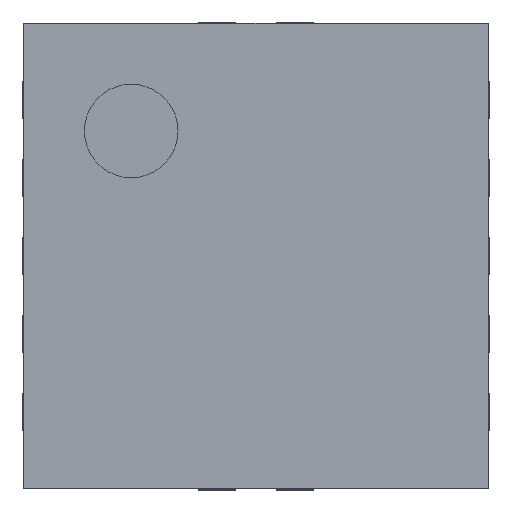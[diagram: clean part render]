
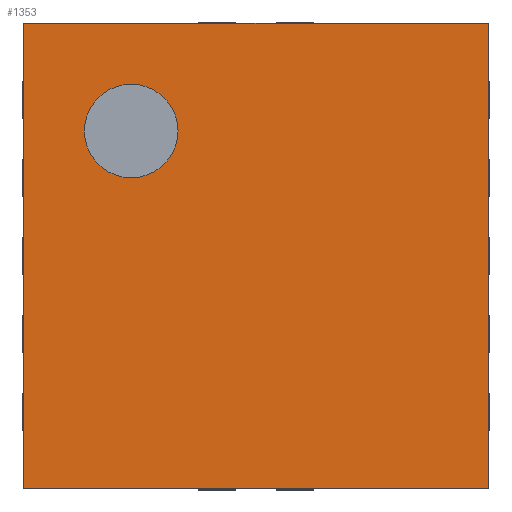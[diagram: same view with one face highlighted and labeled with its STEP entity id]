
A CAD part, top view. The second image highlights one B-rep face of the part: STEP entity #1353.
In plain terms, the highlighted planar face has unit normal (0, 0, 1).
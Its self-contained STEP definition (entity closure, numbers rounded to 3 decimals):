
#13=DIRECTION('',(0.,0.,1.));
#145=VECTOR('',#146,1.);
#146=DIRECTION('',(0.,-1.,0.));
#188=VECTOR('',#189,1.);
#189=DIRECTION('',(1.,0.,0.));
#255=DIRECTION('',(0.,-0.,-1.));
#700=ORIENTED_EDGE('',*,*,#701,.F.);
#701=EDGE_CURVE('',#702,#704,#706,.T.);
#702=VERTEX_POINT('',#703);
#703=CARTESIAN_POINT('',(-1.49,1.49,0.92));
#704=VERTEX_POINT('',#705);
#705=CARTESIAN_POINT('',(1.49,1.49,0.92));
#706=LINE('',#703,#188);
#893=EDGE_CURVE('',#894,#896,#898,.T.);
#894=VERTEX_POINT('',#895);
#895=CARTESIAN_POINT('',(-1.49,-1.49,0.92));
#896=VERTEX_POINT('',#897);
#897=CARTESIAN_POINT('',(1.49,-1.49,0.92));
#898=LINE('',#895,#188);
#942=ORIENTED_EDGE('',*,*,#943,.T.);
#943=EDGE_CURVE('',#702,#894,#944,.T.);
#944=LINE('',#703,#145);
#1353=ADVANCED_FACE('',(#1354,#1360),#1369,.T.);
#1354=FACE_BOUND('',#1355,.T.);
#1355=EDGE_LOOP('',(#700,#942,#1356,#1357));
#1356=ORIENTED_EDGE('',*,*,#893,.T.);
#1357=ORIENTED_EDGE('',*,*,#1358,.F.);
#1358=EDGE_CURVE('',#704,#896,#1359,.T.);
#1359=LINE('',#705,#145);
#1360=FACE_BOUND('',#1361,.T.);
#1361=EDGE_LOOP('',(#1362));
#1362=ORIENTED_EDGE('',*,*,#1363,.T.);
#1363=EDGE_CURVE('',#1364,#1364,#1366,.T.);
#1364=VERTEX_POINT('',#1365);
#1365=CARTESIAN_POINT('',(-0.8,0.5,0.92));
#1366=CIRCLE('',#1367,0.3);
#1367=AXIS2_PLACEMENT_3D('',#1368,#255,#146);
#1368=CARTESIAN_POINT('',(-0.8,0.8,0.92));
#1369=PLANE('',#1370);
#1370=AXIS2_PLACEMENT_3D('',#703,#13,#146);
